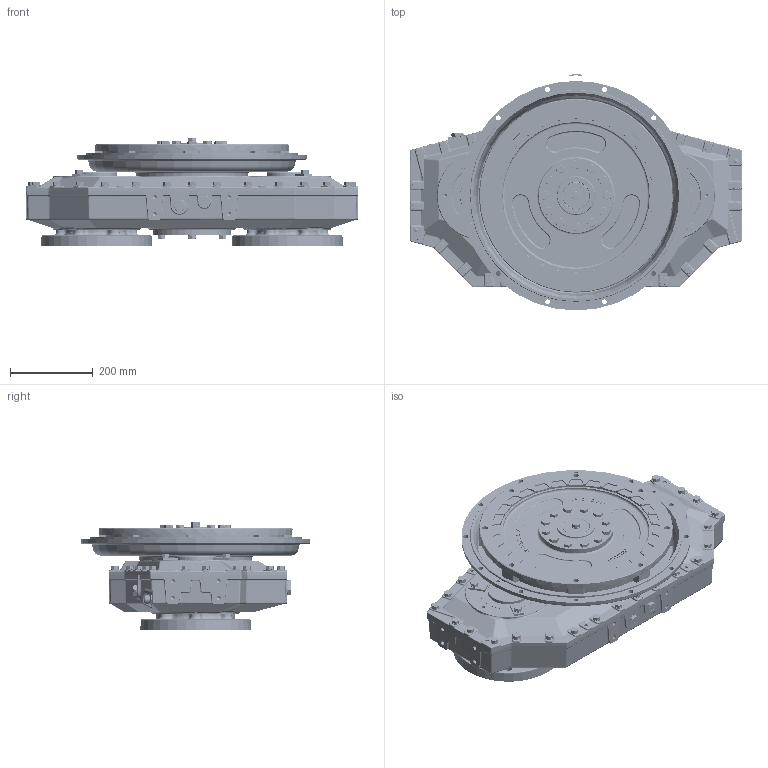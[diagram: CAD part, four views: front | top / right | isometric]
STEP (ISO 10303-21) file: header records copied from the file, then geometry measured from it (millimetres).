
FILE_DESCRIPTION (( 'STEP AP214' ), '1' );
FILE_NAME ('1029019S.step', '2020-05-22T15:27:56', ( 'TDI' ), ( 'Twin Disc Inc' ), 'SwSTEP 2.0', 'SolidWorks 2019', '' );
FILE_SCHEMA (( 'AUTOMOTIVE_DESIGN' ));
Length unit declared in the file: millimetre
Products named in the file (10): ITam232-002_rev00-installation; IT0000394_rev00-installation; IT4588040_rev00-installation; 1029019S; IT0000203_rev00-installation; IT1071006B_rev03-installation; ITam230-001_rev01-installation; ITB00810000_rev01-installation; IT2021216_rev03-installation; IT1042044_rev00-installation
Assembly tree (12 placements, depth 2):
  1029019S
    ITB00810000_rev01-installation
    IT2021216_rev03-installation  x2
    ITam230-001_rev01-installation
    ITam232-002_rev00-installation
    IT1042044_rev00-installation  x2
    IT4588040_rev00-installation
    IT0000203_rev00-installation
    IT1071006B_rev03-installation
    IT0000394_rev00-installation  x2
Bounding box: 800 x 571.17 x 259.5 mm (x, y, z)
Volume: 11086844.6 mm3; surface area: 4046658 mm2
Topology: 36 solids, 166 shells, 8746 faces, 22441 edges, 14241 vertices
Faces by surface type: plane 3835, cylinder 2277, bspline 1594, cone 487, torus 437, sphere 116
Full cylindrical faces by diameter (mm): 5 x1, 8 x4, 8.5 x54, 10 x124, 10.2 x46, 10.5 x29, 11 x22, 12 x108, 13 x21, 13.5 x8, 16 x12, 16.2 x39, 17 x12, 17.2 x1, 17.5 x24, 18 x19, 18.5 x3, 18.6 x2, 19.3 x1, 20 x17, 20.7 x2, 21 x2, 21.3 x1, 23.7 x1, 24 x12, 25.946 x2, 26 x2, 26.6 x2, 27 x2, 32 x3
Entity records: 363405 total; most frequent: CARTESIAN_POINT 105479, ORIENTED_EDGE 36792, DIRECTION 32125, EDGE_CURVE 18401, VERTEX_POINT 12140, AXIS2_PLACEMENT_3D 11518, EDGE_LOOP 9471, VECTOR 9089
